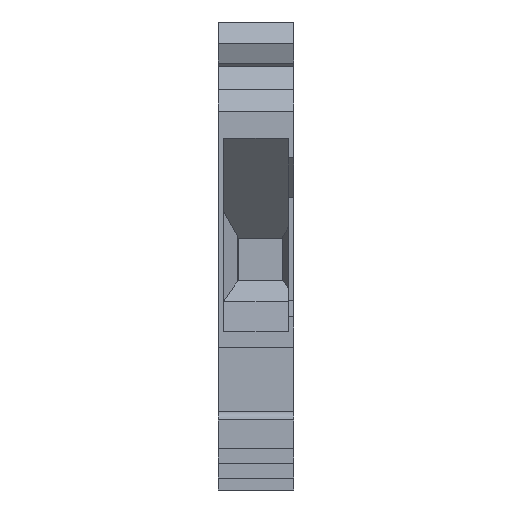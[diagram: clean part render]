
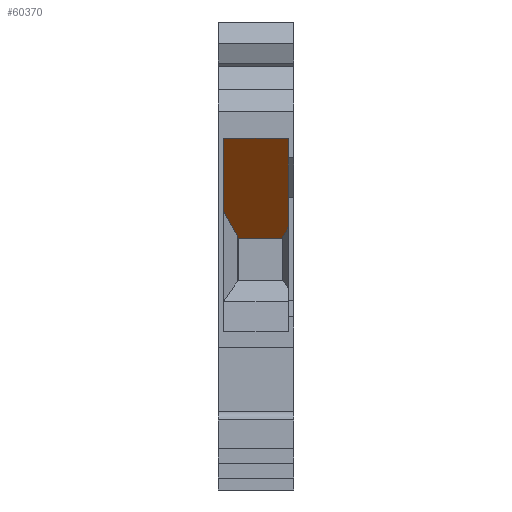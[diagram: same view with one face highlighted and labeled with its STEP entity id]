
A CAD part, front view. The second image highlights one B-rep face of the part: STEP entity #60370.
In plain terms, the highlighted face is planar.
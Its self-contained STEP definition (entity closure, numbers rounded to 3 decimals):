
#16320=CARTESIAN_POINT('',(-9.95,31.99,
7.6));
#16330=VERTEX_POINT('',#16320);
#16360=CARTESIAN_POINT('',(-9.95,31.99,
0.));
#16370=DIRECTION('',(0.,0.,1.));
#16380=VECTOR('',#16370,1.);
#16390=LINE('',#16360,#16380);
#16400=CARTESIAN_POINT('',(-9.95,31.99,
0.55));
#16410=VERTEX_POINT('',#16400);
#16420=EDGE_CURVE('',#16410,#16330,#16390,.T.);
#39740=CARTESIAN_POINT('',(21.172,0.,-4.964));
#39750=DIRECTION('',(-0.647,0.665,
0.373));
#39760=VECTOR('',#39750,1.);
#39770=LINE('',#39740,#39760);
#39780=CARTESIAN_POINT('',(0.45,21.3,
7.));
#39790=VERTEX_POINT('',#39780);
#39800=CARTESIAN_POINT('',(-0.589,22.368,
7.6));
#39810=VERTEX_POINT('',#39800);
#39820=EDGE_CURVE('',#39790,#39810,#39770,.T.);
#59150=CARTESIAN_POINT('',(21.172,0.,
7.6));
#59160=DIRECTION('',(0.697,-0.717,
0.));
#59170=VECTOR('',#59160,1.);
#59180=LINE('',#59150,#59170);
#59190=EDGE_CURVE('',#16330,#39810,#59180,.T.);
#59400=CARTESIAN_POINT('',(21.172,0.,
0.55));
#59410=DIRECTION('',(-0.697,0.717,
0.));
#59420=VECTOR('',#59410,1.);
#59430=LINE('',#59400,#59420);
#59440=CARTESIAN_POINT('',(-2.235,24.059,
0.55));
#59450=VERTEX_POINT('',#59440);
#59460=EDGE_CURVE('',#59450,#16410,#59430,.T.);
#59960=CARTESIAN_POINT('',(-1.09,22.883,
8.15));
#59970=DIRECTION('',(0.717,0.697,
0.));
#59980=DIRECTION('',(0.697,-0.717,
0.));
#59990=AXIS2_PLACEMENT_3D('',#59960,#59970,#59980);
#60000=PLANE('',#59990);
#60010=CARTESIAN_POINT('',(21.172,0.,14.064));
#60020=DIRECTION('',(0.647,-0.665,
0.373));
#60030=VECTOR('',#60020,1.);
#60040=LINE('',#60010,#60030);
#60050=CARTESIAN_POINT('',(0.45,21.3,
2.1));
#60060=VERTEX_POINT('',#60050);
#60070=EDGE_CURVE('',#59450,#60060,#60040,.T.);
#60080=ORIENTED_EDGE('',*,*,#60070,.T.);
#60090=ORIENTED_EDGE('',*,*,#59460,.F.);
#60100=ORIENTED_EDGE('',*,*,#16420,.F.);
#60110=ORIENTED_EDGE('',*,*,#59190,.F.);
#60120=ORIENTED_EDGE('',*,*,#39820,.T.);
#60130=CARTESIAN_POINT('',(21.172,0.,7.));
#60140=DIRECTION('',(0.697,-0.717,
0.));
#60150=VECTOR('',#60140,1.);
#60160=LINE('',#60130,#60150);
#60170=CARTESIAN_POINT('',(0.645,21.1,
7.));
#60180=VERTEX_POINT('',#60170);
#60190=EDGE_CURVE('',#39790,#60180,#60160,.T.);
#60200=ORIENTED_EDGE('',*,*,#60190,.F.);
#60210=CARTESIAN_POINT('',(0.645,21.1,0.));
#60220=DIRECTION('',(0.,0.,-1.));
#60230=VECTOR('',#60220,1.);
#60240=LINE('',#60210,#60230);
#60250=CARTESIAN_POINT('',(0.645,21.1,
2.1));
#60260=VERTEX_POINT('',#60250);
#60270=EDGE_CURVE('',#60180,#60260,#60240,.T.);
#60280=ORIENTED_EDGE('',*,*,#60270,.F.);
#60290=CARTESIAN_POINT('',(21.172,0.,2.1));
#60300=DIRECTION('',(-0.697,0.717,
0.));
#60310=VECTOR('',#60300,1.);
#60320=LINE('',#60290,#60310);
#60330=EDGE_CURVE('',#60260,#60060,#60320,.T.);
#60340=ORIENTED_EDGE('',*,*,#60330,.F.);
#60350=EDGE_LOOP('',(#60340,#60280,#60200,#60120,#60110,#60100,#60090,
#60080));
#60360=FACE_OUTER_BOUND('',#60350,.T.);
#60370=ADVANCED_FACE('',(#60360),#60000,.F.);
